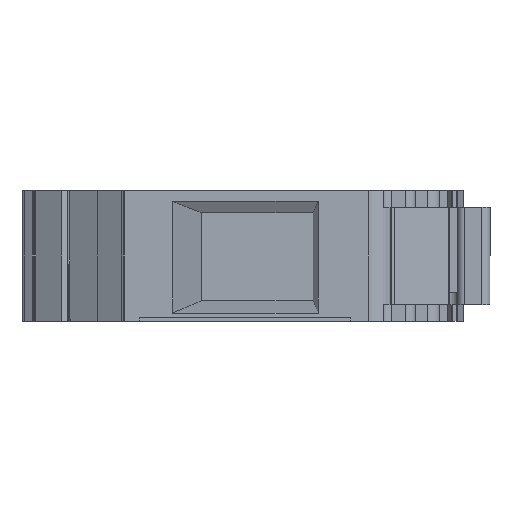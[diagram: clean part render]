
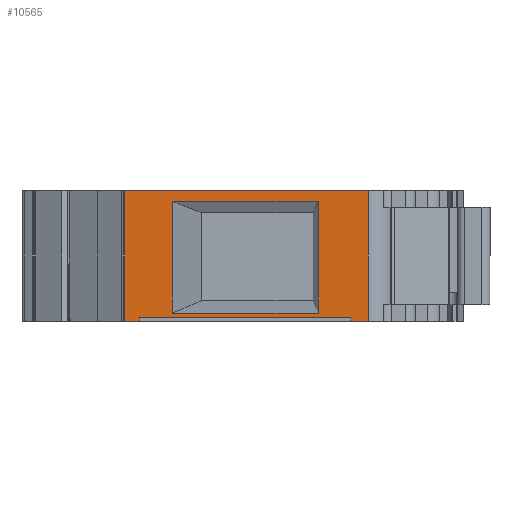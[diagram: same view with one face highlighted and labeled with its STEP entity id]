
A CAD part, left-side view. The second image highlights one B-rep face of the part: STEP entity #10565.
In plain terms, the highlighted planar face has unit normal (-1, 0, 0).
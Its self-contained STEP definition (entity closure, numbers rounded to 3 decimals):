
#285 = CARTESIAN_POINT ( 'NONE',  ( -26.4, -77.073, 16. ) ) ;
#289 = PLANE ( 'NONE',  #8957 ) ;
#294 = DIRECTION ( 'NONE',  ( 1., 0., 0. ) ) ;
#295 = DIRECTION ( 'NONE',  ( 0., 1., 0. ) ) ;
#770 = CARTESIAN_POINT ( 'NONE',  ( -26.4, -77.073, 0. ) ) ;
#773 = CARTESIAN_POINT ( 'NONE',  ( -26.4, -77.073, 0. ) ) ;
#774 = DIRECTION ( 'NONE',  ( 0., -1., 0. ) ) ;
#781 = DIRECTION ( 'NONE',  ( 0., -1., 0. ) ) ;
#1034 = CARTESIAN_POINT ( 'NONE',  ( -26.4, -24.176, 1. ) ) ;
#1038 = CARTESIAN_POINT ( 'NONE',  ( -26.4, -6.276, 14.7 ) ) ;
#1040 = DIRECTION ( 'NONE',  ( 0., -1., 0. ) ) ;
#1041 = DIRECTION ( 'NONE',  ( 0., 0., 1. ) ) ;
#1042 = CARTESIAN_POINT ( 'NONE',  ( -26.4, -6.276, 1. ) ) ;
#1043 = DIRECTION ( 'NONE',  ( 0., -1., 0. ) ) ;
#1044 = CARTESIAN_POINT ( 'NONE',  ( -26.4, -2.276, 0.45 ) ) ;
#1045 = DIRECTION ( 'NONE',  ( 0., 1., 0. ) ) ;
#1046 = CARTESIAN_POINT ( 'NONE',  ( -26.4, -28.176, 0.45 ) ) ;
#1047 = DIRECTION ( 'NONE',  ( 0., 0., -1. ) ) ;
#1048 = CARTESIAN_POINT ( 'NONE',  ( -26.4, -30.28, 16. ) ) ;
#1049 = DIRECTION ( 'NONE',  ( 0., 0., -1. ) ) ;
#1050 = CARTESIAN_POINT ( 'NONE',  ( -26.4, -77.073, 16. ) ) ;
#1051 = DIRECTION ( 'NONE',  ( 0., -1., 0. ) ) ;
#1052 = CARTESIAN_POINT ( 'NONE',  ( -26.4, -0.418, 16. ) ) ;
#1053 = DIRECTION ( 'NONE',  ( 0., 0., -1. ) ) ;
#1054 = CARTESIAN_POINT ( 'NONE',  ( -26.4, -2.276, 0.45 ) ) ;
#1055 = DIRECTION ( 'NONE',  ( 0., 0., -1. ) ) ;
#2091 = LINE ( 'NONE', #9514, #2094 ) ;
#2094 = VECTOR ( 'NONE', #9515, 1000. ) ;
#2465 = CARTESIAN_POINT ( 'NONE',  ( -26.4, -30.28, 0. ) ) ;
#2469 = CARTESIAN_POINT ( 'NONE',  ( -26.4, -28.176, 0. ) ) ;
#2470 = CARTESIAN_POINT ( 'NONE',  ( -26.4, -2.276, 0. ) ) ;
#2471 = CARTESIAN_POINT ( 'NONE',  ( -26.4, -0.418, 0. ) ) ;
#3000 = FACE_BOUND ( 'NONE', #11959, .T. ) ;
#3003 = FACE_OUTER_BOUND ( 'NONE', #11955, .T. ) ;
#5387 = CARTESIAN_POINT ( 'NONE',  ( -26.4, -24.176, 14.7 ) ) ;
#5392 = CARTESIAN_POINT ( 'NONE',  ( -26.4, -30.28, 16. ) ) ;
#5395 = CARTESIAN_POINT ( 'NONE',  ( -26.4, -28.176, 0.45 ) ) ;
#5397 = CARTESIAN_POINT ( 'NONE',  ( -26.4, -24.176, 1. ) ) ;
#5399 = CARTESIAN_POINT ( 'NONE',  ( -26.4, -2.276, 0.45 ) ) ;
#5401 = CARTESIAN_POINT ( 'NONE',  ( -26.4, -0.418, 16. ) ) ;
#5571 = VERTEX_POINT ( 'NONE', #2465 ) ;
#5575 = VERTEX_POINT ( 'NONE', #2469 ) ;
#5576 = VERTEX_POINT ( 'NONE', #2470 ) ;
#5577 = VERTEX_POINT ( 'NONE', #2471 ) ;
#5663 = VERTEX_POINT ( 'NONE', #5387 ) ;
#5668 = VERTEX_POINT ( 'NONE', #5392 ) ;
#5671 = VERTEX_POINT ( 'NONE', #5395 ) ;
#5673 = VERTEX_POINT ( 'NONE', #5397 ) ;
#5675 = VERTEX_POINT ( 'NONE', #5399 ) ;
#5677 = VERTEX_POINT ( 'NONE', #5401 ) ;
#6574 = EDGE_CURVE ( 'NONE', #8673, #8674, #2091, .T. ) ;
#6772 = ORIENTED_EDGE ( 'NONE', *, *, #6574, .F. ) ;
#6773 = ORIENTED_EDGE ( 'NONE', *, *, #11557, .T. ) ;
#6774 = ORIENTED_EDGE ( 'NONE', *, *, #11558, .F. ) ;
#6775 = ORIENTED_EDGE ( 'NONE', *, *, #11559, .F. ) ;
#6776 = ORIENTED_EDGE ( 'NONE', *, *, #11560, .F. ) ;
#6777 = ORIENTED_EDGE ( 'NONE', *, *, #11561, .T. ) ;
#6778 = ORIENTED_EDGE ( 'NONE', *, *, #11452, .T. ) ;
#6779 = ORIENTED_EDGE ( 'NONE', *, *, #11562, .F. ) ;
#6780 = ORIENTED_EDGE ( 'NONE', *, *, #11563, .F. ) ;
#6781 = ORIENTED_EDGE ( 'NONE', *, *, #11564, .T. ) ;
#6782 = ORIENTED_EDGE ( 'NONE', *, *, #11456, .T. ) ;
#6783 = ORIENTED_EDGE ( 'NONE', *, *, #11565, .F. ) ;
#7154 = CARTESIAN_POINT ( 'NONE',  ( -26.4, -6.276, 14.7 ) ) ;
#7155 = CARTESIAN_POINT ( 'NONE',  ( -26.4, -6.276, 1. ) ) ;
#7560 = LINE ( 'NONE', #773, #7563 ) ;
#7562 = LINE ( 'NONE', #770, #7571 ) ;
#7563 = VECTOR ( 'NONE', #774, 1000. ) ;
#7571 = VECTOR ( 'NONE', #781, 1000. ) ;
#7734 = LINE ( 'NONE', #1034, #7741 ) ;
#7736 = LINE ( 'NONE', #1038, #7739 ) ;
#7739 = VECTOR ( 'NONE', #1040, 1000. ) ;
#7740 = LINE ( 'NONE', #1042, #7743 ) ;
#7741 = VECTOR ( 'NONE', #1041, 1000. ) ;
#7742 = LINE ( 'NONE', #1044, #7745 ) ;
#7743 = VECTOR ( 'NONE', #1043, 1000. ) ;
#7744 = LINE ( 'NONE', #1046, #7747 ) ;
#7745 = VECTOR ( 'NONE', #1045, 1000. ) ;
#7746 = LINE ( 'NONE', #1048, #7749 ) ;
#7747 = VECTOR ( 'NONE', #1047, 1000. ) ;
#7748 = LINE ( 'NONE', #1050, #7751 ) ;
#7749 = VECTOR ( 'NONE', #1049, 1000. ) ;
#7750 = LINE ( 'NONE', #1052, #7753 ) ;
#7751 = VECTOR ( 'NONE', #1051, 1000. ) ;
#7752 = LINE ( 'NONE', #1054, #7755 ) ;
#7753 = VECTOR ( 'NONE', #1053, 1000. ) ;
#7755 = VECTOR ( 'NONE', #1055, 1000. ) ;
#8673 = VERTEX_POINT ( 'NONE', #7154 ) ;
#8674 = VERTEX_POINT ( 'NONE', #7155 ) ;
#8957 = AXIS2_PLACEMENT_3D ( 'NONE', #285, #294, #295 ) ;
#9514 = CARTESIAN_POINT ( 'NONE',  ( -26.4, -6.276, 15. ) ) ;
#9515 = DIRECTION ( 'NONE',  ( 0., 0., -1. ) ) ;
#10565 = ADVANCED_FACE ( 'NONE', ( #3000, #3003 ), #289, .F. ) ;
#11452 = EDGE_CURVE ( 'NONE', #5575, #5571, #7560, .T. ) ;
#11456 = EDGE_CURVE ( 'NONE', #5577, #5576, #7562, .T. ) ;
#11557 = EDGE_CURVE ( 'NONE', #8673, #5663, #7736, .T. ) ;
#11558 = EDGE_CURVE ( 'NONE', #5673, #5663, #7734, .T. ) ;
#11559 = EDGE_CURVE ( 'NONE', #8674, #5673, #7740, .T. ) ;
#11560 = EDGE_CURVE ( 'NONE', #5671, #5675, #7742, .T. ) ;
#11561 = EDGE_CURVE ( 'NONE', #5671, #5575, #7744, .T. ) ;
#11562 = EDGE_CURVE ( 'NONE', #5668, #5571, #7746, .T. ) ;
#11563 = EDGE_CURVE ( 'NONE', #5677, #5668, #7748, .T. ) ;
#11564 = EDGE_CURVE ( 'NONE', #5677, #5577, #7750, .T. ) ;
#11565 = EDGE_CURVE ( 'NONE', #5675, #5576, #7752, .T. ) ;
#11955 = EDGE_LOOP ( 'NONE', ( #6776, #6777, #6778, #6779, #6780, #6781, #6782, #6783 ) ) ;
#11959 = EDGE_LOOP ( 'NONE', ( #6772, #6773, #6774, #6775 ) ) ;
